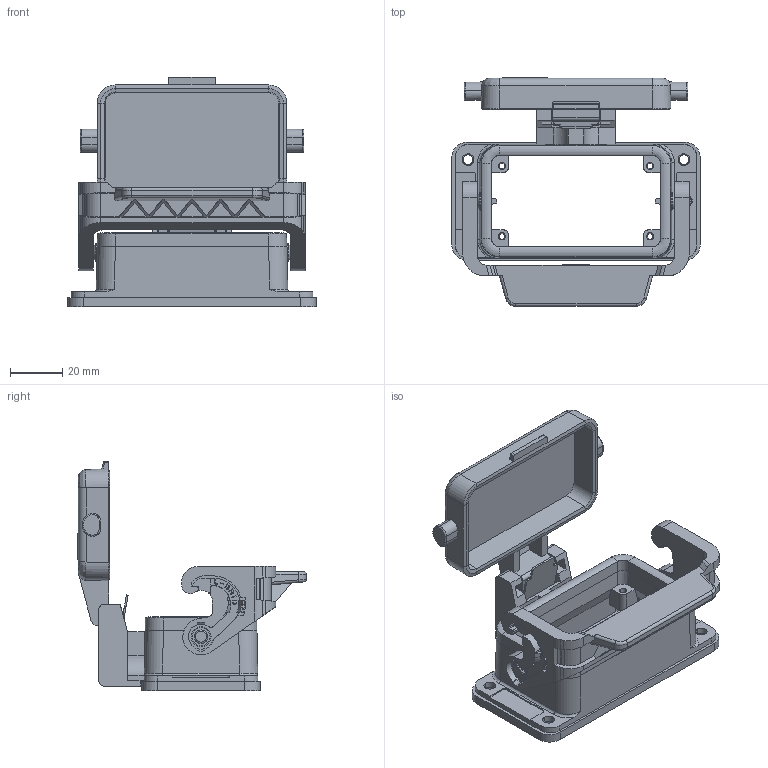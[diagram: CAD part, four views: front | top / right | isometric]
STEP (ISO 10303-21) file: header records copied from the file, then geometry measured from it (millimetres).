
FILE_DESCRIPTION(('Creo Elements/Direct Modeling STEP Export'),'2;1');
FILE_NAME('37jbk2e5pgn50fi1164','2023-03-01T14:20:03',(''),(''),'Creo Elements/Direct Modeling STEP processor for AP214 (Solid Model)','Creo Elements/Direct Modeling 20.1B 02-Apr-2019 (C) Parametric Technology GmbH','');
FILE_SCHEMA(('AUTOMOTIVE_DESIGN { 1 0 10303 214 1 1 1 1 }'));
Products named in the file (2): CLI 10 LS
Assembly tree (1 placements, depth 2):
  CLI 10 LS
    CLI 10 LS
Bounding box: 95.5 x 87.94 x 88.29 mm (x, y, z)
Volume: 63723.9 mm3; surface area: 45517.6 mm2
Topology: 1 solids, 1 shells, 1344 faces, 3638 edges, 2355 vertices
Faces by surface type: plane 835, cylinder 386, torus 52, bspline 32, cone 28, sphere 9, extrusion 2
Entity records: 58151 total; most frequent: CARTESIAN_POINT 13868, ORIENTED_EDGE 7262, DIRECTION 6632, EDGE_CURVE 3631, VECTOR 2532, LINE 2530, VERTEX_POINT 2355, AXIS2_PLACEMENT_3D 2050
